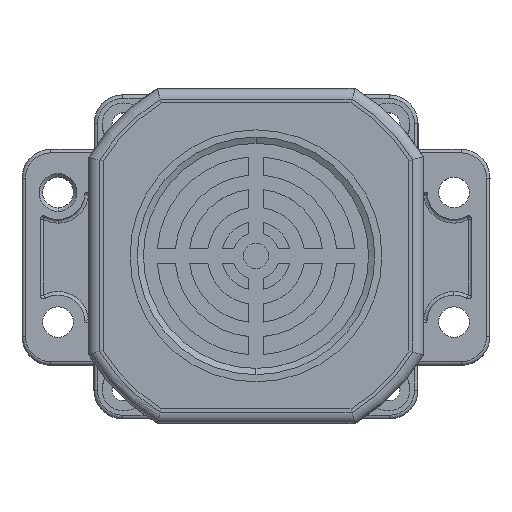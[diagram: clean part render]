
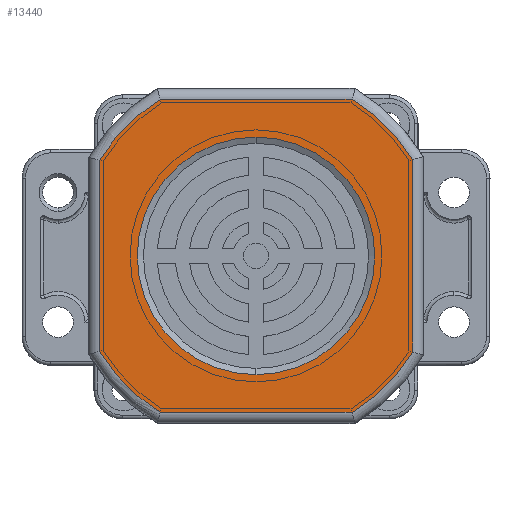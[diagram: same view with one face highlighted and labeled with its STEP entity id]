
A CAD part, top view. The second image highlights one B-rep face of the part: STEP entity #13440.
In plain terms, the highlighted face is planar.
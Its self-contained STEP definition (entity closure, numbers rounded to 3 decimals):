
#5 = EDGE_CURVE ( 'NONE', #4565, #25238, #14100, .T. ) ;
#60 = VERTEX_POINT ( 'NONE', #11055 ) ;
#126 = CARTESIAN_POINT ( 'NONE',  ( 0.05, 0., 0. ) ) ;
#161 = EDGE_CURVE ( 'NONE', #19897, #60, #11524, .T. ) ;
#170 = LINE ( 'NONE', #9394, #5596 ) ;
#242 = AXIS2_PLACEMENT_3D ( 'NONE', #26182, #13923, #1569 ) ;
#259 = FACE_BOUND ( 'NONE', #12433, .T. ) ;
#301 = DIRECTION ( 'NONE',  ( 0., 1., 0. ) ) ;
#548 = EDGE_CURVE ( 'NONE', #60, #19897, #8577, .T. ) ;
#954 = CARTESIAN_POINT ( 'NONE',  ( 26.673, 0., -43.5 ) ) ;
#1187 = VECTOR ( 'NONE', #9476, 1000. ) ;
#1569 = DIRECTION ( 'NONE',  ( 0., 0., -1. ) ) ;
#1855 = CARTESIAN_POINT ( 'NONE',  ( 26.673, 0., 43.5 ) ) ;
#2187 = DIRECTION ( 'NONE',  ( 0., 0., 1. ) ) ;
#2310 = AXIS2_PLACEMENT_3D ( 'NONE', #18978, #12877, #23089 ) ;
#2430 = CIRCLE ( 'NONE', #25354, 51. ) ;
#2703 = DIRECTION ( 'NONE',  ( 0., -1., 0. ) ) ;
#2770 = VERTEX_POINT ( 'NONE', #25868 ) ;
#3392 = CIRCLE ( 'NONE', #24136, 51. ) ;
#4056 = ORIENTED_EDGE ( 'NONE', *, *, #161, .F. ) ;
#4361 = VECTOR ( 'NONE', #19605, 1000. ) ;
#4565 = VERTEX_POINT ( 'NONE', #12440 ) ;
#4653 = CARTESIAN_POINT ( 'NONE',  ( -26.572, 0., -43.5 ) ) ;
#5596 = VECTOR ( 'NONE', #21721, 1000. ) ;
#5661 = ORIENTED_EDGE ( 'NONE', *, *, #26405, .T. ) ;
#6076 = VERTEX_POINT ( 'NONE', #954 ) ;
#6283 = ORIENTED_EDGE ( 'NONE', *, *, #5, .T. ) ;
#6641 = LINE ( 'NONE', #19670, #1187 ) ;
#7591 = CARTESIAN_POINT ( 'NONE',  ( 0.05, 0., -43.5 ) ) ;
#7969 = VERTEX_POINT ( 'NONE', #4653 ) ;
#8195 = AXIS2_PLACEMENT_3D ( 'NONE', #22869, #301, #14720 ) ;
#8577 = CIRCLE ( 'NONE', #21807, 33. ) ;
#9394 = CARTESIAN_POINT ( 'NONE',  ( 0.05, 0., 43.5 ) ) ;
#9476 = DIRECTION ( 'NONE',  ( 0., 0., -1. ) ) ;
#9564 = CARTESIAN_POINT ( 'NONE',  ( 0., 0., 0. ) ) ;
#9718 = DIRECTION ( 'NONE',  ( 1., 0., 0. ) ) ;
#9826 = CARTESIAN_POINT ( 'NONE',  ( 43.5, 0., -26.705 ) ) ;
#9905 = FACE_OUTER_BOUND ( 'NONE', #14995, .T. ) ;
#9958 = ORIENTED_EDGE ( 'NONE', *, *, #548, .F. ) ;
#10009 = VERTEX_POINT ( 'NONE', #1855 ) ;
#10663 = CARTESIAN_POINT ( 'NONE',  ( -43.5, 0., 26.54 ) ) ;
#11055 = CARTESIAN_POINT ( 'NONE',  ( 0., 0., 33. ) ) ;
#11524 = CIRCLE ( 'NONE', #242, 33. ) ;
#11679 = DIRECTION ( 'NONE',  ( 0., 0., -1. ) ) ;
#11726 = CARTESIAN_POINT ( 'NONE',  ( 0.05, 0., 0. ) ) ;
#11900 = VERTEX_POINT ( 'NONE', #9826 ) ;
#12433 = EDGE_LOOP ( 'NONE', ( #4056, #9958 ) ) ;
#12440 = CARTESIAN_POINT ( 'NONE',  ( -26.572, 0., 43.5 ) ) ;
#12877 = DIRECTION ( 'NONE',  ( 0., -1., 0. ) ) ;
#13328 = ORIENTED_EDGE ( 'NONE', *, *, #25401, .T. ) ;
#13440 = ADVANCED_FACE ( 'NONE', ( #9905, #259 ), #20820, .F. ) ;
#13773 = DIRECTION ( 'NONE',  ( 0., 0., 1. ) ) ;
#13923 = DIRECTION ( 'NONE',  ( 0., -1., 0. ) ) ;
#14100 = CIRCLE ( 'NONE', #2310, 51. ) ;
#14541 = DIRECTION ( 'NONE',  ( 0., -1., 0. ) ) ;
#14720 = DIRECTION ( 'NONE',  ( 0., 0., 1. ) ) ;
#14732 = LINE ( 'NONE', #7591, #25617 ) ;
#14926 = ORIENTED_EDGE ( 'NONE', *, *, #25896, .T. ) ;
#14935 = CARTESIAN_POINT ( 'NONE',  ( -43.5, 0., -26.54 ) ) ;
#14995 = EDGE_LOOP ( 'NONE', ( #15570, #19671, #13328, #19601, #14926, #25457, #5661, #6283 ) ) ;
#15022 = AXIS2_PLACEMENT_3D ( 'NONE', #11726, #26052, #13773 ) ;
#15029 = CARTESIAN_POINT ( 'NONE',  ( 0.05, 0., 0. ) ) ;
#15349 = CIRCLE ( 'NONE', #15022, 51. ) ;
#15371 = CARTESIAN_POINT ( 'NONE',  ( 0., 0., -33. ) ) ;
#15570 = ORIENTED_EDGE ( 'NONE', *, *, #24880, .T. ) ;
#17079 = DIRECTION ( 'NONE',  ( 0., 0., 1. ) ) ;
#18978 = CARTESIAN_POINT ( 'NONE',  ( 0.05, 0., 0. ) ) ;
#19601 = ORIENTED_EDGE ( 'NONE', *, *, #25739, .T. ) ;
#19605 = DIRECTION ( 'NONE',  ( 0., 0., 1. ) ) ;
#19670 = CARTESIAN_POINT ( 'NONE',  ( -43.5, 0., 0. ) ) ;
#19671 = ORIENTED_EDGE ( 'NONE', *, *, #25369, .T. ) ;
#19897 = VERTEX_POINT ( 'NONE', #15371 ) ;
#20146 = LINE ( 'NONE', #25678, #4361 ) ;
#20820 = PLANE ( 'NONE',  #8195 ) ;
#20863 = VERTEX_POINT ( 'NONE', #14935 ) ;
#21721 = DIRECTION ( 'NONE',  ( -1., 0., 0. ) ) ;
#21807 = AXIS2_PLACEMENT_3D ( 'NONE', #9564, #23969, #11679 ) ;
#22869 = CARTESIAN_POINT ( 'NONE',  ( 0.05, 0., 0. ) ) ;
#23089 = DIRECTION ( 'NONE',  ( 0., 0., 1. ) ) ;
#23969 = DIRECTION ( 'NONE',  ( 0., -1., 0. ) ) ;
#24136 = AXIS2_PLACEMENT_3D ( 'NONE', #15029, #2703, #17079 ) ;
#24880 = EDGE_CURVE ( 'NONE', #25238, #20863, #6641, .T. ) ;
#25238 = VERTEX_POINT ( 'NONE', #10663 ) ;
#25354 = AXIS2_PLACEMENT_3D ( 'NONE', #126, #14541, #2187 ) ;
#25369 = EDGE_CURVE ( 'NONE', #20863, #7969, #15349, .T. ) ;
#25401 = EDGE_CURVE ( 'NONE', #7969, #6076, #14732, .T. ) ;
#25457 = ORIENTED_EDGE ( 'NONE', *, *, #26558, .T. ) ;
#25617 = VECTOR ( 'NONE', #9718, 1000. ) ;
#25678 = CARTESIAN_POINT ( 'NONE',  ( 43.5, 0., 0. ) ) ;
#25739 = EDGE_CURVE ( 'NONE', #6076, #11900, #3392, .T. ) ;
#25868 = CARTESIAN_POINT ( 'NONE',  ( 43.5, 0., 26.705 ) ) ;
#25896 = EDGE_CURVE ( 'NONE', #11900, #2770, #20146, .T. ) ;
#26052 = DIRECTION ( 'NONE',  ( 0., -1., 0. ) ) ;
#26182 = CARTESIAN_POINT ( 'NONE',  ( 0., 0., 0. ) ) ;
#26405 = EDGE_CURVE ( 'NONE', #10009, #4565, #170, .T. ) ;
#26558 = EDGE_CURVE ( 'NONE', #2770, #10009, #2430, .T. ) ;
